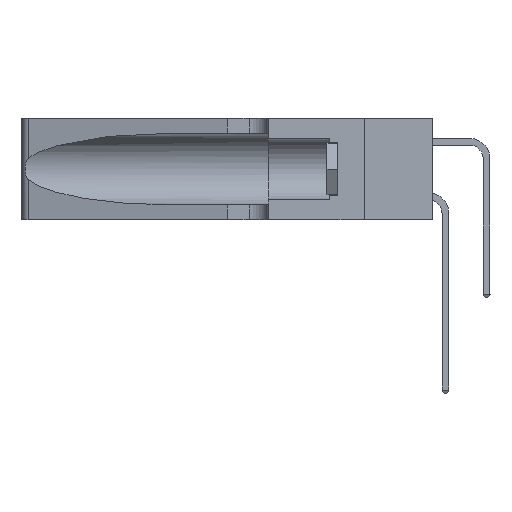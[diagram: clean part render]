
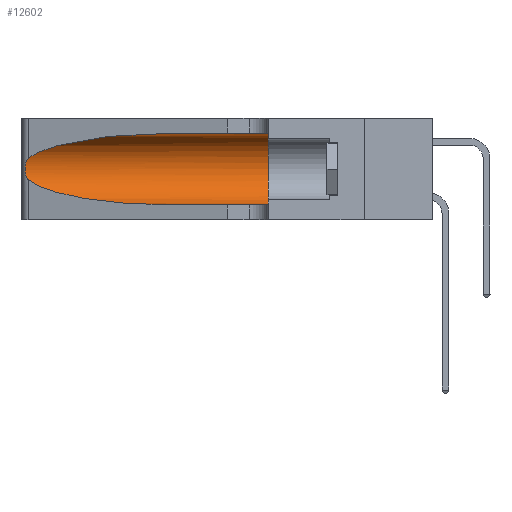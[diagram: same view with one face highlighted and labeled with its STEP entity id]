
A CAD part, left-side view. The second image highlights one B-rep face of the part: STEP entity #12602.
In plain terms, the highlighted cylindrical face has radius 3.308 mm (diameter 6.617 mm), a partial arc.
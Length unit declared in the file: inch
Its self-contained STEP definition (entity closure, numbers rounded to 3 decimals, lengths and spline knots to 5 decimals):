
#656 = CARTESIAN_POINT ( 'NONE',  ( 0.26017, 1.23833, 0.17102 ) ) ;
#884 = CARTESIAN_POINT ( 'NONE',  ( 0.26075, 1.23896, 0.19203 ) ) ;
#1153 = DIRECTION ( 'NONE',  ( 0., 0., -1. ) ) ;
#2215 = DIRECTION ( 'NONE',  ( 0., -1., 0. ) ) ;
#3380 = CARTESIAN_POINT ( 'NONE',  ( 0.25487, 1.22718, 0.14631 ) ) ;
#3410 = VERTEX_POINT ( 'NONE', #9783 ) ;
#3537 = CARTESIAN_POINT ( 'NONE',  ( 0.25856, 1.23593, 0.16098 ) ) ;
#3849 = ORIENTED_EDGE ( 'NONE', *, *, #27090, .T. ) ;
#3882 = CARTESIAN_POINT ( 'NONE',  ( 0.25555, 1.22993, 0.14849 ) ) ;
#3934 = CIRCLE ( 'NONE', #19166, 0.13025 ) ;
#4261 = DIRECTION ( 'NONE',  ( 0., -1., 0. ) ) ;
#4285 = CARTESIAN_POINT ( 'NONE',  ( 0.25487, 1.22718, 0.22369 ) ) ;
#4672 = LINE ( 'NONE', #20533, #11485 ) ;
#4718 =( BOUNDED_CURVE ( )  B_SPLINE_CURVE ( 3, ( #7119, #6994, #15531, #4285 ),
 .UNSPECIFIED., .F., .F. ) 
 B_SPLINE_CURVE_WITH_KNOTS ( ( 4, 4 ),
 ( 1.5708, 2.84003 ),
 .UNSPECIFIED. ) 
 CURVE ( )  GEOMETRIC_REPRESENTATION_ITEM ( )  RATIONAL_B_SPLINE_CURVE ( ( 1., 0.87, 0.87, 1. ) ) 
 REPRESENTATION_ITEM ( '' )  );
#6061 = ORIENTED_EDGE ( 'NONE', *, *, #24980, .T. ) ;
#6834 = FACE_OUTER_BOUND ( 'NONE', #25846, .T. ) ;
#6994 = CARTESIAN_POINT ( 'NONE',  ( 0.18966, 0.96281, 0.31525 ) ) ;
#7119 = CARTESIAN_POINT ( 'NONE',  ( 0.1305, 0.72297, 0.31525 ) ) ;
#7304 = CARTESIAN_POINT ( 'NONE',  ( 0.25487, 1.22718, 0.22369 ) ) ;
#7420 = VERTEX_POINT ( 'NONE', #20823 ) ;
#7621 = VERTEX_POINT ( 'NONE', #10190 ) ;
#7781 = VERTEX_POINT ( 'NONE', #7304 ) ;
#7828 = CARTESIAN_POINT ( 'NONE',  ( 0.25555, 1.22994, 0.2215 ) ) ;
#8593 = LINE ( 'NONE', #35083, #18008 ) ;
#9158 = DIRECTION ( 'NONE',  ( 0., -1., 0. ) ) ;
#9514 = CARTESIAN_POINT ( 'NONE',  ( 0.1305, 0.35, 0.31525 ) ) ;
#9783 = CARTESIAN_POINT ( 'NONE',  ( 0.1305, 0.35, 0.05475 ) ) ;
#10190 = CARTESIAN_POINT ( 'NONE',  ( 0.1305, 0.72297, 0.31525 ) ) ;
#10562 = CARTESIAN_POINT ( 'NONE',  ( 0.25639, 1.23184, 0.21858 ) ) ;
#11485 = VECTOR ( 'NONE', #4261, 39.37008 ) ;
#11989 = VERTEX_POINT ( 'NONE', #33793 ) ;
#12442 = ORIENTED_EDGE ( 'NONE', *, *, #29606, .T. ) ;
#12602 = ADVANCED_FACE ( 'NONE', ( #6834 ), #27124, .F. ) ;
#13468 = CARTESIAN_POINT ( 'NONE',  ( 0.25787, 1.23484, 0.2124 ) ) ;
#14711 = EDGE_CURVE ( 'NONE', #7781, #7420, #35112, .T. ) ;
#15124 = CARTESIAN_POINT ( 'NONE',  ( 0.25639, 1.23186, 0.15144 ) ) ;
#15531 = CARTESIAN_POINT ( 'NONE',  ( 0.2373, 1.15595, 0.28018 ) ) ;
#16081 = EDGE_CURVE ( 'NONE', #7621, #18154, #8593, .T. ) ;
#16391 = CARTESIAN_POINT ( 'NONE',  ( 0.2373, 1.15595, 0.08982 ) ) ;
#16955 = CARTESIAN_POINT ( 'NONE',  ( 0.26018, 1.23835, 0.19895 ) ) ;
#17173 = CARTESIAN_POINT ( 'NONE',  ( 0.26075, 1.23896, 0.178 ) ) ;
#18008 = VECTOR ( 'NONE', #2215, 39.37008 ) ;
#18154 = VERTEX_POINT ( 'NONE', #9514 ) ;
#19012 = DIRECTION ( 'NONE',  ( 0., 1., 0. ) ) ;
#19166 = AXIS2_PLACEMENT_3D ( 'NONE', #32713, #19012, #29727 ) ;
#20292 = ORIENTED_EDGE ( 'NONE', *, *, #35345, .F. ) ;
#20533 = CARTESIAN_POINT ( 'NONE',  ( 0.1305, 1.61858, 0.05475 ) ) ;
#20823 = CARTESIAN_POINT ( 'NONE',  ( 0.25487, 1.22718, 0.14631 ) ) ;
#22376 = CARTESIAN_POINT ( 'NONE',  ( 0.25487, 1.22718, 0.14631 ) ) ;
#22731 = CARTESIAN_POINT ( 'NONE',  ( 0.1305, 1.61858, 0.185 ) ) ;
#24937 = CARTESIAN_POINT ( 'NONE',  ( 0.18966, 0.96281, 0.05475 ) ) ;
#24980 = EDGE_CURVE ( 'NONE', #7621, #7781, #4718, .T. ) ;
#25373 = CARTESIAN_POINT ( 'NONE',  ( 0.25854, 1.2359, 0.20912 ) ) ;
#25846 = EDGE_LOOP ( 'NONE', ( #6061, #30199, #12442, #3849, #20292, #33956 ) ) ;
#27090 = EDGE_CURVE ( 'NONE', #11989, #3410, #4672, .T. ) ;
#27124 = CYLINDRICAL_SURFACE ( 'NONE', #27289, 0.13025 ) ;
#27289 = AXIS2_PLACEMENT_3D ( 'NONE', #22731, #9158, #1153 ) ;
#27921 = CARTESIAN_POINT ( 'NONE',  ( 0.25789, 1.23486, 0.15765 ) ) ;
#29135 =( BOUNDED_CURVE ( )  B_SPLINE_CURVE ( 3, ( #22376, #16391, #24937, #30432 ),
 .UNSPECIFIED., .F., .F. ) 
 B_SPLINE_CURVE_WITH_KNOTS ( ( 4, 4 ),
 ( 3.44316, 4.71239 ),
 .UNSPECIFIED. ) 
 CURVE ( )  GEOMETRIC_REPRESENTATION_ITEM ( )  RATIONAL_B_SPLINE_CURVE ( ( 1., 0.87, 0.87, 1. ) ) 
 REPRESENTATION_ITEM ( '' )  );
#29606 = EDGE_CURVE ( 'NONE', #7420, #11989, #29135, .T. ) ;
#29682 = CARTESIAN_POINT ( 'NONE',  ( 0.25487, 1.22718, 0.22369 ) ) ;
#29727 = DIRECTION ( 'NONE',  ( 0., 0., 1. ) ) ;
#30199 = ORIENTED_EDGE ( 'NONE', *, *, #14711, .T. ) ;
#30432 = CARTESIAN_POINT ( 'NONE',  ( 0.1305, 0.72297, 0.05475 ) ) ;
#32713 = CARTESIAN_POINT ( 'NONE',  ( 0.1305, 0.35, 0.185 ) ) ;
#33793 = CARTESIAN_POINT ( 'NONE',  ( 0.1305, 0.72297, 0.05475 ) ) ;
#33956 = ORIENTED_EDGE ( 'NONE', *, *, #16081, .F. ) ;
#35083 = CARTESIAN_POINT ( 'NONE',  ( 0.1305, 1.61858, 0.31525 ) ) ;
#35112 = B_SPLINE_CURVE_WITH_KNOTS ( 'NONE', 3,
 ( #29682, #7828, #10562, #13468, #25373, #16955, #884, #17173, #656, #3537, #27921, #15124, #3882, #3380 ),
 .UNSPECIFIED., .F., .F.,
 ( 4, 2, 2, 2, 2, 2, 4 ),
 ( 0., 0.00027, 0.00053, 0.00107, 0.0016, 0.00187, 0.00214 ),
 .UNSPECIFIED. ) ;
#35345 = EDGE_CURVE ( 'NONE', #18154, #3410, #3934, .T. ) ;
